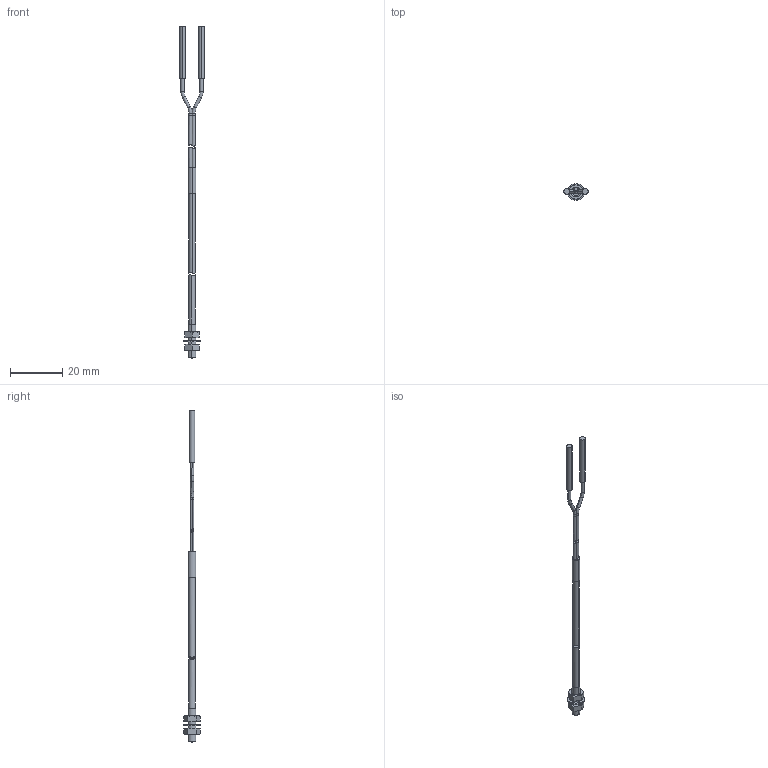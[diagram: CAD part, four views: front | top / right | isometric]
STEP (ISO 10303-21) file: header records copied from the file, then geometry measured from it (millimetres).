
FILE_DESCRIPTION((''),'2;1');
FILE_NAME('194374_ASM','2016-03-24T',('PDMAdmin'),(''),'PRO/ENGINEER BY PARAMETRIC TECHNOLOGY CORPORATION, 2013230','PRO/ENGINEER BY PARAMETRIC TECHNOLOGY CORPORATION, 2013230','');
FILE_SCHEMA(('CONFIG_CONTROL_DESIGN'));
Length unit declared in the file: millimetre
Products named in the file (11): 97808_FERRULE; 97808_JUNCTION; 97808_TERMINUS_1; 97808_TERMINUS_2; 97808FIBERASM_ASM; 97808_M3_NUT; M3_ITLW_WASHER; 97808ASM_ASM; 97808PRT_ASM; 97808_ASM; 194374_ASM
Assembly tree (11 placements, depth 6):
  194374_ASM
    97808_ASM
      97808PRT_ASM
        97808ASM_ASM
          97808FIBERASM_ASM
            97808_FERRULE
            97808_JUNCTION
            97808_TERMINUS_1
            97808_TERMINUS_2
          97808_M3_NUT  x2
          M3_ITLW_WASHER
Bounding box: 9.4 x 6.4 x 127.28 mm (x, y, z)
Volume: 727.3 mm3; surface area: 1436.9 mm2
Topology: 7 solids, 7 shells, 197 faces, 473 edges, 303 vertices
Faces by surface type: cylinder 100, plane 49, cone 34, torus 8, extrusion 6
Entity records: 5743 total; most frequent: CARTESIAN_POINT 1351, DIRECTION 986, ORIENTED_EDGE 818, AXIS2_PLACEMENT_3D 411, EDGE_CURVE 409, VERTEX_POINT 263, CIRCLE 214, EDGE_LOOP 188
